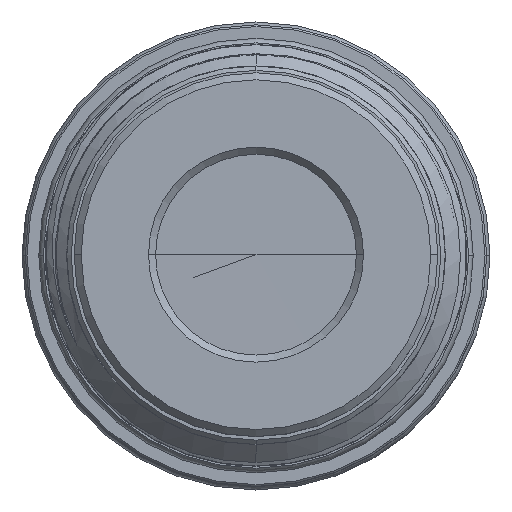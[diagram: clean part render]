
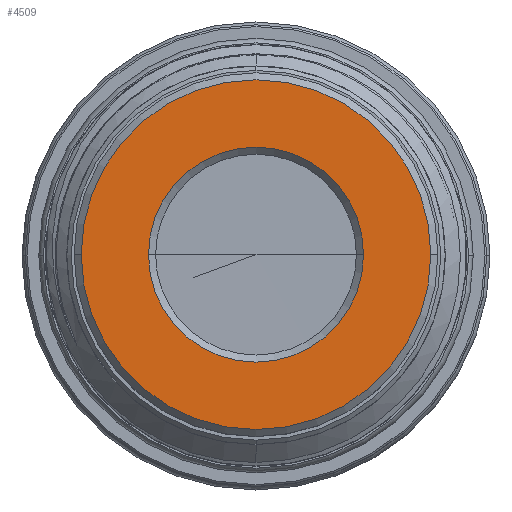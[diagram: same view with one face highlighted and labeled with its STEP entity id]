
A CAD part, top view. The second image highlights one B-rep face of the part: STEP entity #4509.
In plain terms, the highlighted planar face has unit normal (0, 0, 1).
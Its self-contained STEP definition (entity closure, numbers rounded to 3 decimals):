
#535 = AXIS2_PLACEMENT_3D ( 'NONE', #7738, #3776, #5418 ) ;
#698 = DIRECTION ( 'NONE',  ( 0., 0., 1. ) ) ;
#797 = CARTESIAN_POINT ( 'NONE',  ( 0., 0., 122.36 ) ) ;
#1050 = DIRECTION ( 'NONE',  ( -1., 0., 0. ) ) ;
#1345 = FACE_OUTER_BOUND ( 'NONE', #6057, .T. ) ;
#1409 = ORIENTED_EDGE ( 'NONE', *, *, #7361, .F. ) ;
#1525 = DIRECTION ( 'NONE',  ( 1., 0., 0. ) ) ;
#1828 = CIRCLE ( 'NONE', #2707, 12.2 ) ;
#1990 = DIRECTION ( 'NONE',  ( 1., 0., 0. ) ) ;
#2703 = VERTEX_POINT ( 'NONE', #9916 ) ;
#2707 = AXIS2_PLACEMENT_3D ( 'NONE', #797, #698, #1525 ) ;
#2855 = EDGE_CURVE ( 'NONE', #7631, #2703, #4197, .T. ) ;
#3686 = FACE_BOUND ( 'NONE', #6852, .T. ) ;
#3776 = DIRECTION ( 'NONE',  ( 0., 0., -1. ) ) ;
#3849 = ORIENTED_EDGE ( 'NONE', *, *, #2855, .F. ) ;
#4160 = DIRECTION ( 'NONE',  ( 0., 0., -1. ) ) ;
#4197 = CIRCLE ( 'NONE', #6667, 12.2 ) ;
#4509 = ADVANCED_FACE ( 'NONE', ( #1345, #3686 ), #6931, .F. ) ;
#4975 = EDGE_CURVE ( 'NONE', #2703, #7631, #1828, .T. ) ;
#5179 = DIRECTION ( 'NONE',  ( -1., 0., 0. ) ) ;
#5302 = CARTESIAN_POINT ( 'NONE',  ( -19.84, 0., 122.36 ) ) ;
#5334 = CARTESIAN_POINT ( 'NONE',  ( 12.2, 0., 122.36 ) ) ;
#5418 = DIRECTION ( 'NONE',  ( -1., 0., 0. ) ) ;
#5438 = EDGE_CURVE ( 'NONE', #9461, #9186, #10140, .T. ) ;
#5911 = CARTESIAN_POINT ( 'NONE',  ( 0., 0., 122.36 ) ) ;
#6057 = EDGE_LOOP ( 'NONE', ( #1409, #9070 ) ) ;
#6545 = AXIS2_PLACEMENT_3D ( 'NONE', #9074, #7495, #5179 ) ;
#6667 = AXIS2_PLACEMENT_3D ( 'NONE', #5911, #6708, #1990 ) ;
#6708 = DIRECTION ( 'NONE',  ( 0., 0., 1. ) ) ;
#6852 = EDGE_LOOP ( 'NONE', ( #3849, #7491 ) ) ;
#6931 = PLANE ( 'NONE',  #535 ) ;
#7361 = EDGE_CURVE ( 'NONE', #9186, #9461, #7624, .T. ) ;
#7491 = ORIENTED_EDGE ( 'NONE', *, *, #4975, .F. ) ;
#7495 = DIRECTION ( 'NONE',  ( 0., 0., -1. ) ) ;
#7624 = CIRCLE ( 'NONE', #7992, 19.84 ) ;
#7631 = VERTEX_POINT ( 'NONE', #5334 ) ;
#7738 = CARTESIAN_POINT ( 'NONE',  ( 0., 0., 122.36 ) ) ;
#7992 = AXIS2_PLACEMENT_3D ( 'NONE', #8117, #4160, #1050 ) ;
#8117 = CARTESIAN_POINT ( 'NONE',  ( 0., 0., 122.36 ) ) ;
#9070 = ORIENTED_EDGE ( 'NONE', *, *, #5438, .F. ) ;
#9074 = CARTESIAN_POINT ( 'NONE',  ( 0., 0., 122.36 ) ) ;
#9186 = VERTEX_POINT ( 'NONE', #5302 ) ;
#9461 = VERTEX_POINT ( 'NONE', #9499 ) ;
#9499 = CARTESIAN_POINT ( 'NONE',  ( 19.84, 0., 122.36 ) ) ;
#9916 = CARTESIAN_POINT ( 'NONE',  ( -12.2, 0., 122.36 ) ) ;
#10140 = CIRCLE ( 'NONE', #6545, 19.84 ) ;
